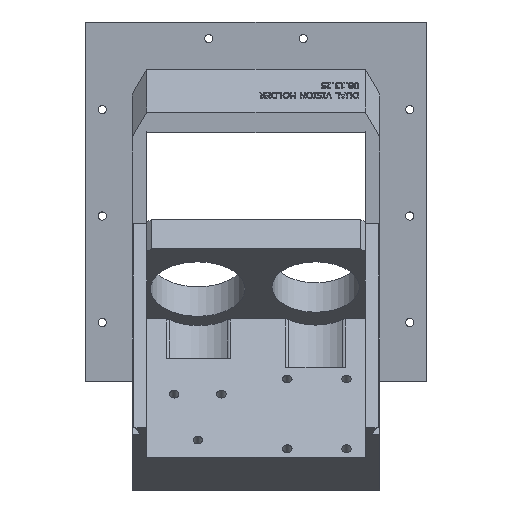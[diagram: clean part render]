
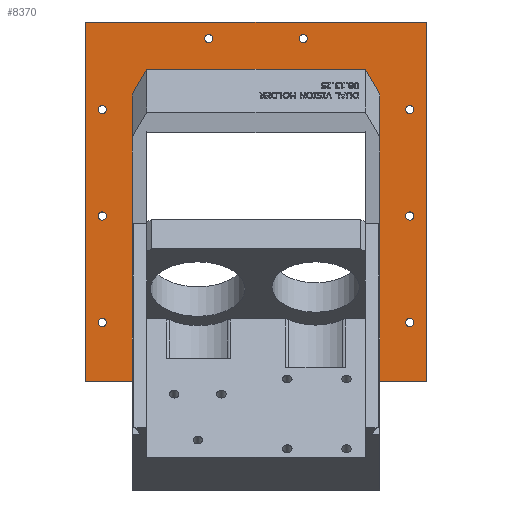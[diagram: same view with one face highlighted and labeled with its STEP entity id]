
A CAD part, top view. The second image highlights one B-rep face of the part: STEP entity #8370.
In plain terms, the highlighted planar face has unit normal (0, 0, 1).
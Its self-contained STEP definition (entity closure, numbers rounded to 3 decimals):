
#536=FACE_BOUND('',#1611,.T.);
#537=FACE_BOUND('',#1612,.T.);
#538=FACE_BOUND('',#1613,.T.);
#539=FACE_BOUND('',#1614,.T.);
#540=FACE_BOUND('',#1615,.T.);
#541=FACE_BOUND('',#1616,.T.);
#542=FACE_BOUND('',#1617,.T.);
#543=FACE_BOUND('',#1618,.T.);
#544=FACE_BOUND('',#1619,.T.);
#613=CIRCLE('',#8764,1.729);
#614=CIRCLE('',#8765,1.729);
#615=CIRCLE('',#8766,1.729);
#616=CIRCLE('',#8767,1.729);
#617=CIRCLE('',#8768,1.729);
#618=CIRCLE('',#8769,1.729);
#619=CIRCLE('',#8770,1.729);
#620=CIRCLE('',#8771,1.729);
#1092=FACE_OUTER_BOUND('',#1610,.T.);
#1610=EDGE_LOOP('',(#7589,#7590,#7591,#7592));
#1611=EDGE_LOOP('',(#7593,#7594,#7595,#7596,#7597,#7598));
#1612=EDGE_LOOP('',(#7599));
#1613=EDGE_LOOP('',(#7600));
#1614=EDGE_LOOP('',(#7601));
#1615=EDGE_LOOP('',(#7602));
#1616=EDGE_LOOP('',(#7603));
#1617=EDGE_LOOP('',(#7604));
#1618=EDGE_LOOP('',(#7605));
#1619=EDGE_LOOP('',(#7606));
#1655=LINE('',#10408,#2478);
#1741=LINE('',#10635,#2564);
#1746=LINE('',#10643,#2569);
#2435=LINE('',#14685,#3258);
#2439=LINE('',#14700,#3262);
#2442=LINE('',#14709,#3265);
#2443=LINE('',#14711,#3266);
#2444=LINE('',#14712,#3267);
#2445=LINE('',#14713,#3268);
#2446=LINE('',#14714,#3269);
#2478=VECTOR('',#8831,10.);
#2564=VECTOR('',#9027,10.);
#2569=VECTOR('',#9034,10.);
#3258=VECTOR('',#10261,10.);
#3262=VECTOR('',#10283,10.);
#3265=VECTOR('',#10296,10.);
#3266=VECTOR('',#10297,10.);
#3267=VECTOR('',#10298,10.);
#3268=VECTOR('',#10299,10.);
#3269=VECTOR('',#10300,10.);
#3295=VERTEX_POINT('',#10406);
#3296=VERTEX_POINT('',#10407);
#3381=VERTEX_POINT('',#10632);
#3382=VERTEX_POINT('',#10634);
#3384=VERTEX_POINT('',#10641);
#4067=VERTEX_POINT('',#14682);
#4068=VERTEX_POINT('',#14684);
#4070=VERTEX_POINT('',#14698);
#4071=VERTEX_POINT('',#14708);
#4072=VERTEX_POINT('',#14710);
#4073=VERTEX_POINT('',#14715);
#4074=VERTEX_POINT('',#14717);
#4075=VERTEX_POINT('',#14719);
#4076=VERTEX_POINT('',#14721);
#4077=VERTEX_POINT('',#14723);
#4078=VERTEX_POINT('',#14725);
#4079=VERTEX_POINT('',#14727);
#4080=VERTEX_POINT('',#14729);
#4099=EDGE_CURVE('',#3295,#3296,#1655,.T.);
#4211=EDGE_CURVE('',#3382,#3381,#1741,.T.);
#4216=EDGE_CURVE('',#3381,#3384,#1746,.T.);
#5246=EDGE_CURVE('',#4068,#4067,#2435,.T.);
#5250=EDGE_CURVE('',#3384,#4070,#2439,.T.);
#5254=EDGE_CURVE('',#3295,#4071,#2442,.T.);
#5255=EDGE_CURVE('',#4071,#4072,#2443,.T.);
#5256=EDGE_CURVE('',#4072,#3296,#2444,.T.);
#5257=EDGE_CURVE('',#4068,#4070,#2445,.F.);
#5258=EDGE_CURVE('',#3382,#4067,#2446,.F.);
#5259=EDGE_CURVE('',#4073,#4073,#613,.T.);
#5260=EDGE_CURVE('',#4074,#4074,#614,.T.);
#5261=EDGE_CURVE('',#4075,#4075,#615,.T.);
#5262=EDGE_CURVE('',#4076,#4076,#616,.T.);
#5263=EDGE_CURVE('',#4077,#4077,#617,.T.);
#5264=EDGE_CURVE('',#4078,#4078,#618,.T.);
#5265=EDGE_CURVE('',#4079,#4079,#619,.T.);
#5266=EDGE_CURVE('',#4080,#4080,#620,.T.);
#7589=ORIENTED_EDGE('',*,*,#5254,.T.);
#7590=ORIENTED_EDGE('',*,*,#5255,.T.);
#7591=ORIENTED_EDGE('',*,*,#5256,.T.);
#7592=ORIENTED_EDGE('',*,*,#4099,.F.);
#7593=ORIENTED_EDGE('',*,*,#4216,.T.);
#7594=ORIENTED_EDGE('',*,*,#5250,.T.);
#7595=ORIENTED_EDGE('',*,*,#5257,.F.);
#7596=ORIENTED_EDGE('',*,*,#5246,.T.);
#7597=ORIENTED_EDGE('',*,*,#5258,.F.);
#7598=ORIENTED_EDGE('',*,*,#4211,.T.);
#7599=ORIENTED_EDGE('',*,*,#5259,.T.);
#7600=ORIENTED_EDGE('',*,*,#5260,.T.);
#7601=ORIENTED_EDGE('',*,*,#5261,.T.);
#7602=ORIENTED_EDGE('',*,*,#5262,.T.);
#7603=ORIENTED_EDGE('',*,*,#5263,.T.);
#7604=ORIENTED_EDGE('',*,*,#5264,.T.);
#7605=ORIENTED_EDGE('',*,*,#5265,.T.);
#7606=ORIENTED_EDGE('',*,*,#5266,.T.);
#7932=PLANE('',#8763);
#8370=ADVANCED_FACE('',(#1092,#536,#537,#538,#539,#540,#541,#542,#543,#544),
#7932,.T.);
#8763=AXIS2_PLACEMENT_3D('',#14707,#10294,#10295);
#8764=AXIS2_PLACEMENT_3D('',#14716,#10301,#10302);
#8765=AXIS2_PLACEMENT_3D('',#14718,#10303,#10304);
#8766=AXIS2_PLACEMENT_3D('',#14720,#10305,#10306);
#8767=AXIS2_PLACEMENT_3D('',#14722,#10307,#10308);
#8768=AXIS2_PLACEMENT_3D('',#14724,#10309,#10310);
#8769=AXIS2_PLACEMENT_3D('',#14726,#10311,#10312);
#8770=AXIS2_PLACEMENT_3D('',#14728,#10313,#10314);
#8771=AXIS2_PLACEMENT_3D('',#14730,#10315,#10316);
#8831=DIRECTION('',(-1.,0.,0.));
#9027=DIRECTION('',(0.,-1.,0.));
#9034=DIRECTION('',(-1.,0.,0.));
#10261=DIRECTION('',(1.,0.,0.));
#10283=DIRECTION('',(0.,1.,0.));
#10294=DIRECTION('center_axis',(0.,0.,1.));
#10295=DIRECTION('ref_axis',(1.,0.,0.));
#10296=DIRECTION('',(0.,1.,0.));
#10297=DIRECTION('',(-1.,0.,0.));
#10298=DIRECTION('',(0.,-1.,0.));
#10299=DIRECTION('',(0.498,0.867,0.));
#10300=DIRECTION('',(0.498,-0.867,0.));
#10301=DIRECTION('center_axis',(0.,0.,-1.));
#10302=DIRECTION('ref_axis',(1.,0.,0.));
#10303=DIRECTION('center_axis',(0.,0.,-1.));
#10304=DIRECTION('ref_axis',(1.,0.,0.));
#10305=DIRECTION('center_axis',(0.,0.,-1.));
#10306=DIRECTION('ref_axis',(1.,0.,0.));
#10307=DIRECTION('center_axis',(0.,0.,-1.));
#10308=DIRECTION('ref_axis',(1.,0.,0.));
#10309=DIRECTION('center_axis',(0.,0.,-1.));
#10310=DIRECTION('ref_axis',(1.,0.,0.));
#10311=DIRECTION('center_axis',(0.,0.,-1.));
#10312=DIRECTION('ref_axis',(1.,0.,0.));
#10313=DIRECTION('center_axis',(0.,0.,-1.));
#10314=DIRECTION('ref_axis',(1.,0.,0.));
#10315=DIRECTION('center_axis',(0.,0.,-1.));
#10316=DIRECTION('ref_axis',(1.,0.,0.));
#10406=CARTESIAN_POINT('',(69.5,-71.5,5.));
#10407=CARTESIAN_POINT('',(-74.5,-71.5,5.));
#10408=CARTESIAN_POINT('',(69.5,-71.5,5.));
#10632=CARTESIAN_POINT('',(49.732,-66.73,5.));
#10634=CARTESIAN_POINT('',(49.732,50.081,5.));
#10635=CARTESIAN_POINT('',(49.732,-50.581,5.));
#10641=CARTESIAN_POINT('',(-54.732,-66.73,5.));
#10643=CARTESIAN_POINT('',(-2.5,-66.73,5.));
#14682=CARTESIAN_POINT('',(43.732,60.541,5.));
#14684=CARTESIAN_POINT('',(-48.732,60.541,5.));
#14685=CARTESIAN_POINT('',(-2.5,60.541,5.));
#14698=CARTESIAN_POINT('',(-54.732,50.081,5.));
#14700=CARTESIAN_POINT('',(-54.732,13.927,5.));
#14707=CARTESIAN_POINT('Origin',(-2.5,-1.5,5.));
#14708=CARTESIAN_POINT('',(69.5,80.5,5.));
#14709=CARTESIAN_POINT('',(69.5,-83.5,5.));
#14710=CARTESIAN_POINT('',(-74.5,80.5,5.));
#14711=CARTESIAN_POINT('',(69.5,80.5,5.));
#14712=CARTESIAN_POINT('',(-74.5,-69.799,5.));
#14713=CARTESIAN_POINT('',(-62.166,37.119,5.));
#14714=CARTESIAN_POINT('',(71.087,12.849,5.));
#14715=CARTESIAN_POINT('',(-24.229,73.5,5.));
#14716=CARTESIAN_POINT('Origin',(-22.5,73.5,5.));
#14717=CARTESIAN_POINT('',(60.771,43.5,5.));
#14718=CARTESIAN_POINT('Origin',(62.5,43.5,5.));
#14719=CARTESIAN_POINT('',(-69.229,-46.5,5.));
#14720=CARTESIAN_POINT('Origin',(-67.5,-46.5,5.));
#14721=CARTESIAN_POINT('',(-69.229,-1.5,5.));
#14722=CARTESIAN_POINT('Origin',(-67.5,-1.5,5.));
#14723=CARTESIAN_POINT('',(-69.229,43.5,5.));
#14724=CARTESIAN_POINT('Origin',(-67.5,43.5,5.));
#14725=CARTESIAN_POINT('',(60.771,-1.5,5.));
#14726=CARTESIAN_POINT('Origin',(62.5,-1.5,5.));
#14727=CARTESIAN_POINT('',(60.771,-46.5,5.));
#14728=CARTESIAN_POINT('Origin',(62.5,-46.5,5.));
#14729=CARTESIAN_POINT('',(15.771,73.5,5.));
#14730=CARTESIAN_POINT('Origin',(17.5,73.5,5.));
